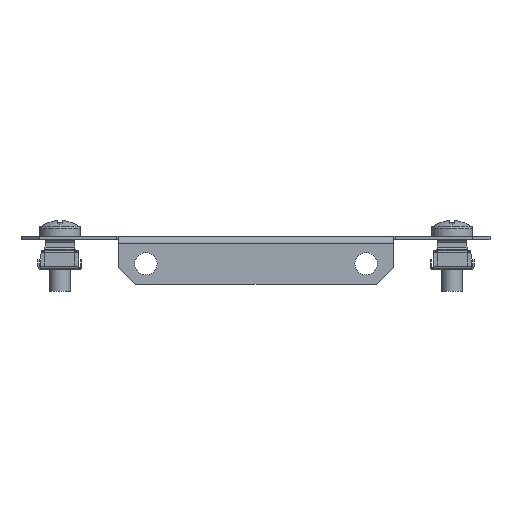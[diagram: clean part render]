
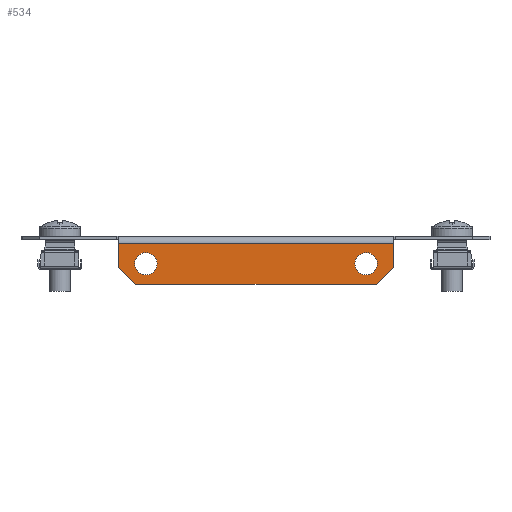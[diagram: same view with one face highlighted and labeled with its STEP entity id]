
A CAD part, front view. The second image highlights one B-rep face of the part: STEP entity #534.
In plain terms, the highlighted planar face has unit normal (0, -1, 0).
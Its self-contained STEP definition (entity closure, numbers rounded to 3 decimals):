
#81 = LINE ( 'NONE', #1351, #4728 ) ;
#131 = EDGE_LOOP ( 'NONE', ( #6267, #1150 ) ) ;
#181 = FACE_OUTER_BOUND ( 'NONE', #7165, .T. ) ;
#203 = EDGE_CURVE ( 'NONE', #7079, #3952, #81, .T. ) ;
#468 = CARTESIAN_POINT ( 'NONE',  ( -32., -149.5, -11.25 ) ) ;
#534 = ADVANCED_FACE ( 'NONE', ( #5798, #753, #181 ), #3221, .T. ) ;
#578 = DIRECTION ( 'NONE',  ( 0.707, 0., 0.707 ) ) ;
#656 = EDGE_CURVE ( 'NONE', #5218, #960, #6855, .T. ) ;
#753 = FACE_BOUND ( 'NONE', #131, .T. ) ;
#889 = EDGE_CURVE ( 'NONE', #7732, #2846, #5512, .T. ) ;
#905 = EDGE_LOOP ( 'NONE', ( #2793, #1123 ) ) ;
#920 = EDGE_CURVE ( 'NONE', #5257, #3446, #4750, .T. ) ;
#960 = VERTEX_POINT ( 'NONE', #2065 ) ;
#1123 = ORIENTED_EDGE ( 'NONE', *, *, #3117, .F. ) ;
#1150 = ORIENTED_EDGE ( 'NONE', *, *, #2224, .T. ) ;
#1259 = EDGE_CURVE ( 'NONE', #2846, #5254, #5772, .T. ) ;
#1351 = CARTESIAN_POINT ( 'NONE',  ( 0., -149.5, -2. ) ) ;
#1456 = CARTESIAN_POINT ( 'NONE',  ( 32., -149.5, -8. ) ) ;
#1677 = CARTESIAN_POINT ( 'NONE',  ( -32., -149.5, -4.75 ) ) ;
#1760 = AXIS2_PLACEMENT_3D ( 'NONE', #3407, #5994, #6491 ) ;
#1805 = CARTESIAN_POINT ( 'NONE',  ( -40., -149.5, -9. ) ) ;
#2024 = DIRECTION ( 'NONE',  ( 0., 0., 1. ) ) ;
#2065 = CARTESIAN_POINT ( 'NONE',  ( 32., -149.5, -11.25 ) ) ;
#2224 = EDGE_CURVE ( 'NONE', #3446, #5257, #5291, .T. ) ;
#2395 = VECTOR ( 'NONE', #2710, 1000. ) ;
#2469 = ORIENTED_EDGE ( 'NONE', *, *, #3602, .T. ) ;
#2530 = CARTESIAN_POINT ( 'NONE',  ( -40., -149.5, -2. ) ) ;
#2567 = EDGE_CURVE ( 'NONE', #5254, #5231, #5589, .T. ) ;
#2615 = CARTESIAN_POINT ( 'NONE',  ( 24.5, -149.5, -24.5 ) ) ;
#2703 = CARTESIAN_POINT ( 'NONE',  ( -40., -149.5, 0. ) ) ;
#2708 = ORIENTED_EDGE ( 'NONE', *, *, #2567, .T. ) ;
#2710 = DIRECTION ( 'NONE',  ( 0.707, 0., -0.707 ) ) ;
#2773 = AXIS2_PLACEMENT_3D ( 'NONE', #7947, #4114, #6041 ) ;
#2793 = ORIENTED_EDGE ( 'NONE', *, *, #656, .F. ) ;
#2846 = VERTEX_POINT ( 'NONE', #2868 ) ;
#2868 = CARTESIAN_POINT ( 'NONE',  ( -35., -149.5, -14. ) ) ;
#2997 = ORIENTED_EDGE ( 'NONE', *, *, #1259, .T. ) ;
#3049 = AXIS2_PLACEMENT_3D ( 'NONE', #3256, #3340, #5840 ) ;
#3117 = EDGE_CURVE ( 'NONE', #960, #5218, #5160, .T. ) ;
#3211 = ORIENTED_EDGE ( 'NONE', *, *, #5921, .T. ) ;
#3221 = PLANE ( 'NONE',  #3049 ) ;
#3256 = CARTESIAN_POINT ( 'NONE',  ( 0., -149.5, 0. ) ) ;
#3290 = ORIENTED_EDGE ( 'NONE', *, *, #889, .T. ) ;
#3340 = DIRECTION ( 'NONE',  ( 0., -1., 0. ) ) ;
#3407 = CARTESIAN_POINT ( 'NONE',  ( -32., -149.5, -8. ) ) ;
#3427 = DIRECTION ( 'NONE',  ( 0., -1., 0. ) ) ;
#3446 = VERTEX_POINT ( 'NONE', #468 ) ;
#3602 = EDGE_CURVE ( 'NONE', #3952, #7732, #5563, .T. ) ;
#3853 = DIRECTION ( 'NONE',  ( -1., 0., 0. ) ) ;
#3952 = VERTEX_POINT ( 'NONE', #2530 ) ;
#4114 = DIRECTION ( 'NONE',  ( 0., -1., 0. ) ) ;
#4196 = LINE ( 'NONE', #6723, #4213 ) ;
#4213 = VECTOR ( 'NONE', #6096, 1000. ) ;
#4347 = VECTOR ( 'NONE', #5286, 1000. ) ;
#4728 = VECTOR ( 'NONE', #3853, 1000. ) ;
#4750 = CIRCLE ( 'NONE', #6330, 3.25 ) ;
#5160 = CIRCLE ( 'NONE', #7278, 3.25 ) ;
#5213 = DIRECTION ( 'NONE',  ( 0., 0., -1. ) ) ;
#5218 = VERTEX_POINT ( 'NONE', #5866 ) ;
#5231 = VERTEX_POINT ( 'NONE', #5902 ) ;
#5244 = CARTESIAN_POINT ( 'NONE',  ( 0., -149.5, -14. ) ) ;
#5254 = VERTEX_POINT ( 'NONE', #7810 ) ;
#5257 = VERTEX_POINT ( 'NONE', #1677 ) ;
#5286 = DIRECTION ( 'NONE',  ( 1., 0., 0. ) ) ;
#5291 = CIRCLE ( 'NONE', #1760, 3.25 ) ;
#5512 = LINE ( 'NONE', #6370, #2395 ) ;
#5563 = LINE ( 'NONE', #2703, #7631 ) ;
#5589 = LINE ( 'NONE', #2615, #7385 ) ;
#5745 = ORIENTED_EDGE ( 'NONE', *, *, #203, .T. ) ;
#5772 = LINE ( 'NONE', #5244, #4347 ) ;
#5798 = FACE_BOUND ( 'NONE', #905, .T. ) ;
#5840 = DIRECTION ( 'NONE',  ( 0., 0., 1. ) ) ;
#5866 = CARTESIAN_POINT ( 'NONE',  ( 32., -149.5, -4.75 ) ) ;
#5902 = CARTESIAN_POINT ( 'NONE',  ( 40., -149.5, -9. ) ) ;
#5921 = EDGE_CURVE ( 'NONE', #5231, #7079, #4196, .T. ) ;
#5994 = DIRECTION ( 'NONE',  ( 0., 1., 0. ) ) ;
#6041 = DIRECTION ( 'NONE',  ( 0., 0., 1. ) ) ;
#6096 = DIRECTION ( 'NONE',  ( 0., 0., 1. ) ) ;
#6267 = ORIENTED_EDGE ( 'NONE', *, *, #920, .T. ) ;
#6330 = AXIS2_PLACEMENT_3D ( 'NONE', #7609, #7690, #2024 ) ;
#6370 = CARTESIAN_POINT ( 'NONE',  ( -24.5, -149.5, -24.5 ) ) ;
#6491 = DIRECTION ( 'NONE',  ( 0., 0., 1. ) ) ;
#6723 = CARTESIAN_POINT ( 'NONE',  ( 40., -149.5, 0. ) ) ;
#6855 = CIRCLE ( 'NONE', #2773, 3.25 ) ;
#7079 = VERTEX_POINT ( 'NONE', #7719 ) ;
#7165 = EDGE_LOOP ( 'NONE', ( #2997, #2708, #3211, #5745, #2469, #3290 ) ) ;
#7278 = AXIS2_PLACEMENT_3D ( 'NONE', #1456, #3427, #7747 ) ;
#7385 = VECTOR ( 'NONE', #578, 1000. ) ;
#7609 = CARTESIAN_POINT ( 'NONE',  ( -32., -149.5, -8. ) ) ;
#7631 = VECTOR ( 'NONE', #5213, 1000. ) ;
#7690 = DIRECTION ( 'NONE',  ( 0., 1., 0. ) ) ;
#7719 = CARTESIAN_POINT ( 'NONE',  ( 40., -149.5, -2. ) ) ;
#7732 = VERTEX_POINT ( 'NONE', #1805 ) ;
#7747 = DIRECTION ( 'NONE',  ( 0., 0., 1. ) ) ;
#7810 = CARTESIAN_POINT ( 'NONE',  ( 35., -149.5, -14. ) ) ;
#7947 = CARTESIAN_POINT ( 'NONE',  ( 32., -149.5, -8. ) ) ;
